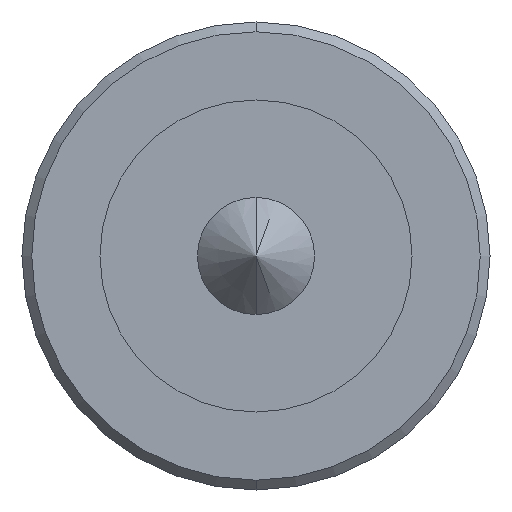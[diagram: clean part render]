
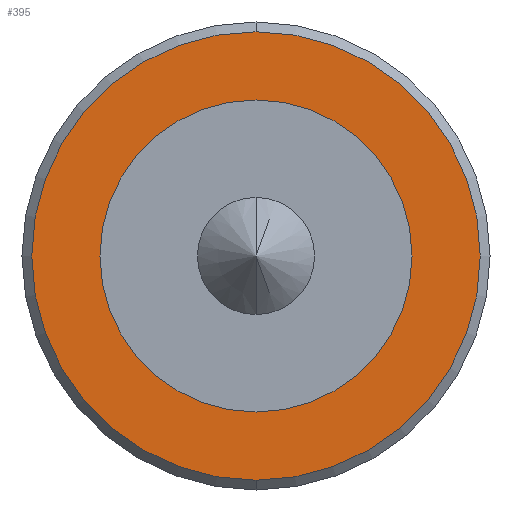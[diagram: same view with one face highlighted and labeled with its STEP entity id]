
A CAD part, front view. The second image highlights one B-rep face of the part: STEP entity #395.
In plain terms, the highlighted planar face has unit normal (0, -1, 0).
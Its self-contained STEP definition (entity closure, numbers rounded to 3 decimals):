
#11 = AXIS2_PLACEMENT_3D ( 'NONE', #1486, #1487, #1488 ) ;
#36 = AXIS2_PLACEMENT_3D ( 'NONE', #1312, #1313, #1314 ) ;
#42 = FACE_BOUND ( 'NONE', #1002, .T. ) ;
#53 = FACE_OUTER_BOUND ( 'NONE', #1001, .T. ) ;
#117 = CIRCLE ( 'NONE', #824, 5.75 ) ;
#129 = CIRCLE ( 'NONE', #738, 5.75 ) ;
#132 = CIRCLE ( 'NONE', #821, 4. ) ;
#346 = CIRCLE ( 'NONE', #36, 4. ) ;
#347 = EDGE_CURVE ( 'NONE', #1150, #1147, #346, .T. ) ;
#395 = ADVANCED_FACE ( 'NONE', ( #53, #42 ), #1485, .T. ) ;
#439 = EDGE_CURVE ( 'NONE', #1147, #1150, #132, .T. ) ;
#451 = EDGE_CURVE ( 'NONE', #1125, #1128, #129, .T. ) ;
#464 = EDGE_CURVE ( 'NONE', #1128, #1125, #117, .T. ) ;
#536 = ORIENTED_EDGE ( 'NONE', *, *, #347, .T. ) ;
#542 = ORIENTED_EDGE ( 'NONE', *, *, #464, .T. ) ;
#548 = ORIENTED_EDGE ( 'NONE', *, *, #451, .T. ) ;
#549 = ORIENTED_EDGE ( 'NONE', *, *, #439, .T. ) ;
#638 = DIRECTION ( 'NONE',  ( 0., 0., -1. ) ) ;
#640 = DIRECTION ( 'NONE',  ( 0., -1., 0. ) ) ;
#674 = CARTESIAN_POINT ( 'NONE',  ( 0., -6., 0. ) ) ;
#738 = AXIS2_PLACEMENT_3D ( 'NONE', #1657, #1667, #1668 ) ;
#821 = AXIS2_PLACEMENT_3D ( 'NONE', #1620, #1630, #1631 ) ;
#824 = AXIS2_PLACEMENT_3D ( 'NONE', #674, #640, #638 ) ;
#1001 = EDGE_LOOP ( 'NONE', ( #542, #548 ) ) ;
#1002 = EDGE_LOOP ( 'NONE', ( #549, #536 ) ) ;
#1125 = VERTEX_POINT ( 'NONE', #1773 ) ;
#1128 = VERTEX_POINT ( 'NONE', #1767 ) ;
#1147 = VERTEX_POINT ( 'NONE', #1782 ) ;
#1150 = VERTEX_POINT ( 'NONE', #1832 ) ;
#1312 = CARTESIAN_POINT ( 'NONE',  ( 0., -6., 0. ) ) ;
#1313 = DIRECTION ( 'NONE',  ( 0., 1., 0. ) ) ;
#1314 = DIRECTION ( 'NONE',  ( 0., 0., 1. ) ) ;
#1485 = PLANE ( 'NONE',  #11 ) ;
#1486 = CARTESIAN_POINT ( 'NONE',  ( -6., -6., 0. ) ) ;
#1487 = DIRECTION ( 'NONE',  ( 0., -1., 0. ) ) ;
#1488 = DIRECTION ( 'NONE',  ( 0., 0., -1. ) ) ;
#1620 = CARTESIAN_POINT ( 'NONE',  ( 0., -6., 0. ) ) ;
#1630 = DIRECTION ( 'NONE',  ( 0., 1., 0. ) ) ;
#1631 = DIRECTION ( 'NONE',  ( 0., 0., 1. ) ) ;
#1657 = CARTESIAN_POINT ( 'NONE',  ( 0., -6., 0. ) ) ;
#1667 = DIRECTION ( 'NONE',  ( 0., -1., 0. ) ) ;
#1668 = DIRECTION ( 'NONE',  ( 0., 0., -1. ) ) ;
#1767 = CARTESIAN_POINT ( 'NONE',  ( 0., -6., 5.75 ) ) ;
#1773 = CARTESIAN_POINT ( 'NONE',  ( 0., -6., -5.75 ) ) ;
#1782 = CARTESIAN_POINT ( 'NONE',  ( 0., -6., 4. ) ) ;
#1832 = CARTESIAN_POINT ( 'NONE',  ( 0., -6., -4. ) ) ;
